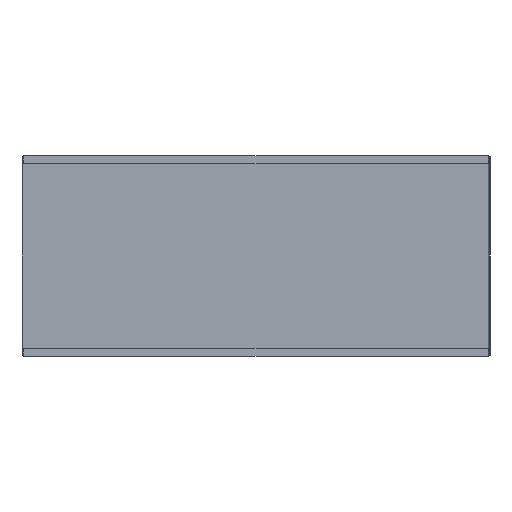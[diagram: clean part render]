
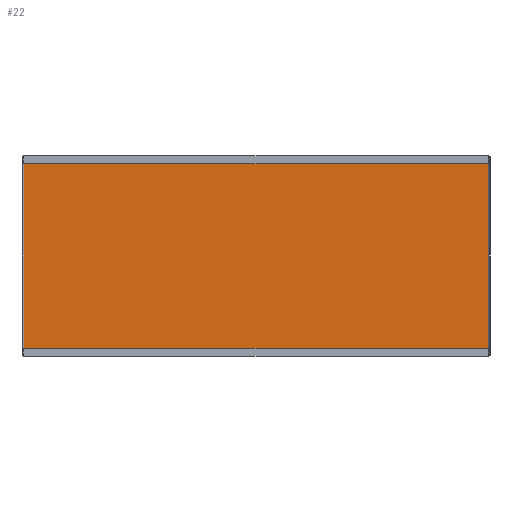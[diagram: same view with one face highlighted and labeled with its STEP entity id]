
A CAD part, front view. The second image highlights one B-rep face of the part: STEP entity #22.
In plain terms, the highlighted planar face has unit normal (0, -1, 0).
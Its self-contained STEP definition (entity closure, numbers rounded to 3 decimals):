
#19 = ORIENTED_EDGE ( 'NONE', *, *, #2569, .F. ) ;
#22 = ADVANCED_FACE ( 'NONE', ( #1127 ), #488, .T. ) ;
#129 = VECTOR ( 'NONE', #1507, 1000. ) ;
#235 = VECTOR ( 'NONE', #2017, 1000. ) ;
#246 = EDGE_CURVE ( 'NONE', #1447, #1733, #891, .T. ) ;
#263 = CARTESIAN_POINT ( 'NONE',  ( 350.5, -1.5, -139.54 ) ) ;
#299 = CARTESIAN_POINT ( 'NONE',  ( -350.5, -1.5, -139.54 ) ) ;
#346 = DIRECTION ( 'NONE',  ( -1., 0., 0. ) ) ;
#471 = DIRECTION ( 'NONE',  ( 0., 0., -1. ) ) ;
#488 = PLANE ( 'NONE',  #1489 ) ;
#499 = CARTESIAN_POINT ( 'NONE',  ( 0., -1.5, 0. ) ) ;
#671 = CARTESIAN_POINT ( 'NONE',  ( -350.5, -1.5, 150. ) ) ;
#725 = DIRECTION ( 'NONE',  ( 0., 0., -1. ) ) ;
#752 = EDGE_CURVE ( 'NONE', #1316, #1447, #1020, .T. ) ;
#800 = CARTESIAN_POINT ( 'NONE',  ( 350.5, -1.5, 139.54 ) ) ;
#891 = LINE ( 'NONE', #1159, #2661 ) ;
#981 = VECTOR ( 'NONE', #346, 1000. ) ;
#1020 = LINE ( 'NONE', #1602, #235 ) ;
#1127 = FACE_OUTER_BOUND ( 'NONE', #1381, .T. ) ;
#1159 = CARTESIAN_POINT ( 'NONE',  ( 350.5, -1.5, 150. ) ) ;
#1222 = VERTEX_POINT ( 'NONE', #299 ) ;
#1316 = VERTEX_POINT ( 'NONE', #1377 ) ;
#1329 = DIRECTION ( 'NONE',  ( 0., -1., 0. ) ) ;
#1377 = CARTESIAN_POINT ( 'NONE',  ( -350.5, -1.5, 139.54 ) ) ;
#1381 = EDGE_LOOP ( 'NONE', ( #19, #2539, #2469, #1387 ) ) ;
#1387 = ORIENTED_EDGE ( 'NONE', *, *, #2653, .F. ) ;
#1447 = VERTEX_POINT ( 'NONE', #800 ) ;
#1489 = AXIS2_PLACEMENT_3D ( 'NONE', #499, #1329, #471 ) ;
#1494 = LINE ( 'NONE', #2029, #981 ) ;
#1507 = DIRECTION ( 'NONE',  ( 0., 0., 1. ) ) ;
#1602 = CARTESIAN_POINT ( 'NONE',  ( 0., -1.5, 139.54 ) ) ;
#1733 = VERTEX_POINT ( 'NONE', #263 ) ;
#2017 = DIRECTION ( 'NONE',  ( 1., 0., 0. ) ) ;
#2029 = CARTESIAN_POINT ( 'NONE',  ( 0., -1.5, -139.54 ) ) ;
#2469 = ORIENTED_EDGE ( 'NONE', *, *, #752, .F. ) ;
#2539 = ORIENTED_EDGE ( 'NONE', *, *, #246, .F. ) ;
#2569 = EDGE_CURVE ( 'NONE', #1733, #1222, #1494, .T. ) ;
#2579 = LINE ( 'NONE', #671, #129 ) ;
#2653 = EDGE_CURVE ( 'NONE', #1222, #1316, #2579, .T. ) ;
#2661 = VECTOR ( 'NONE', #725, 1000. ) ;
